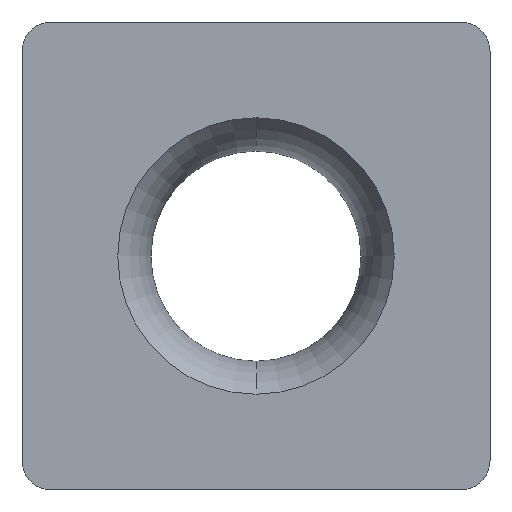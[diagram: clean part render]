
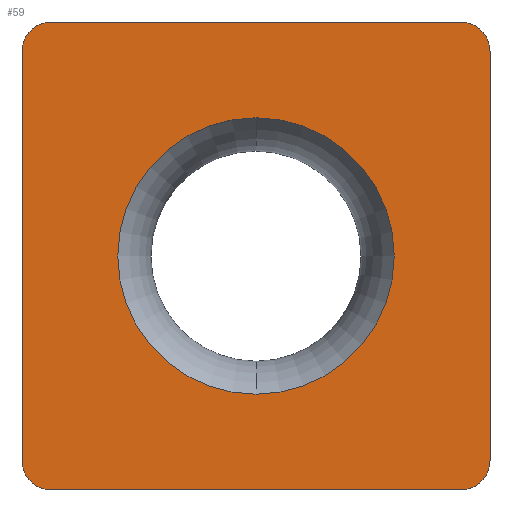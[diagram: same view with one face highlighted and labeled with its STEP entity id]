
A CAD part, top view. The second image highlights one B-rep face of the part: STEP entity #59.
In plain terms, the highlighted planar face has unit normal (0, 0, 1).
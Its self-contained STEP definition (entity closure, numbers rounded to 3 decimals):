
#59=ADVANCED_FACE('',(#81,#82),#75,.T.);
#75=PLANE('',#394);
#81=FACE_BOUND('',#85,.T.);
#82=FACE_BOUND('',#86,.T.);
#85=EDGE_LOOP('',(#103,#104,#105,#106,#107,#108,#109,#110));
#86=EDGE_LOOP('',(#111,#112));
#103=ORIENTED_EDGE('',*,*,#203,.F.);
#104=ORIENTED_EDGE('',*,*,#204,.F.);
#105=ORIENTED_EDGE('',*,*,#205,.F.);
#106=ORIENTED_EDGE('',*,*,#206,.F.);
#107=ORIENTED_EDGE('',*,*,#207,.F.);
#108=ORIENTED_EDGE('',*,*,#208,.F.);
#109=ORIENTED_EDGE('',*,*,#209,.F.);
#110=ORIENTED_EDGE('',*,*,#210,.F.);
#111=ORIENTED_EDGE('',*,*,#211,.F.);
#112=ORIENTED_EDGE('',*,*,#212,.F.);
#179=VERTEX_POINT('',#545);
#180=VERTEX_POINT('',#546);
#181=VERTEX_POINT('',#548);
#182=VERTEX_POINT('',#550);
#183=VERTEX_POINT('',#552);
#184=VERTEX_POINT('',#554);
#185=VERTEX_POINT('',#556);
#186=VERTEX_POINT('',#558);
#187=VERTEX_POINT('',#561);
#188=VERTEX_POINT('',#562);
#203=EDGE_CURVE('',#179,#180,#247,.T.);
#204=EDGE_CURVE('',#181,#179,#299,.T.);
#205=EDGE_CURVE('',#182,#181,#248,.T.);
#206=EDGE_CURVE('',#183,#182,#300,.T.);
#207=EDGE_CURVE('',#184,#183,#249,.T.);
#208=EDGE_CURVE('',#185,#184,#301,.T.);
#209=EDGE_CURVE('',#186,#185,#250,.T.);
#210=EDGE_CURVE('',#180,#186,#302,.T.);
#211=EDGE_CURVE('',#187,#188,#251,.T.);
#212=EDGE_CURVE('',#188,#187,#252,.T.);
#247=CIRCLE('',#388,0.8);
#248=CIRCLE('',#389,0.8);
#249=CIRCLE('',#390,0.8);
#250=CIRCLE('',#391,0.8);
#251=CIRCLE('',#392,3.75);
#252=CIRCLE('',#393,3.75);
#299=LINE('',#547,#323);
#300=LINE('',#551,#324);
#301=LINE('',#555,#325);
#302=LINE('',#559,#326);
#323=VECTOR('',#444,1.);
#324=VECTOR('',#447,1.);
#325=VECTOR('',#450,1.);
#326=VECTOR('',#453,1.);
#388=AXIS2_PLACEMENT_3D('',#544,#442,#443);
#389=AXIS2_PLACEMENT_3D('',#549,#445,#446);
#390=AXIS2_PLACEMENT_3D('',#553,#448,#449);
#391=AXIS2_PLACEMENT_3D('',#557,#451,#452);
#392=AXIS2_PLACEMENT_3D('',#560,#454,#455);
#393=AXIS2_PLACEMENT_3D('',#563,#456,#457);
#394=AXIS2_PLACEMENT_3D('',#564,#458,#459);
#442=DIRECTION('',(0.,0.,-1.));
#443=DIRECTION('',(0.,-1.,0.));
#444=DIRECTION('',(-1.,0.,0.));
#445=DIRECTION('',(0.,0.,-1.));
#446=DIRECTION('',(1.,0.,0.));
#447=DIRECTION('',(0.,-1.,0.));
#448=DIRECTION('',(0.,0.,-1.));
#449=DIRECTION('',(0.,1.,0.));
#450=DIRECTION('',(1.,0.,0.));
#451=DIRECTION('',(0.,0.,-1.));
#452=DIRECTION('',(-1.,0.,0.));
#453=DIRECTION('',(0.,1.,0.));
#454=DIRECTION('',(0.,0.,1.));
#455=DIRECTION('',(0.,-1.,0.));
#456=DIRECTION('',(0.,0.,1.));
#457=DIRECTION('',(0.,1.,0.));
#458=DIRECTION('',(0.,0.,1.));
#459=DIRECTION('',(-1.,0.,0.));
#544=CARTESIAN_POINT('',(-5.55,-5.55,0.));
#545=CARTESIAN_POINT('',(-5.55,-6.35,0.));
#546=CARTESIAN_POINT('',(-6.35,-5.55,0.));
#547=CARTESIAN_POINT('',(5.55,-6.35,0.));
#548=CARTESIAN_POINT('',(5.55,-6.35,0.));
#549=CARTESIAN_POINT('',(5.55,-5.55,0.));
#550=CARTESIAN_POINT('',(6.35,-5.55,0.));
#551=CARTESIAN_POINT('',(6.35,5.55,0.));
#552=CARTESIAN_POINT('',(6.35,5.55,0.));
#553=CARTESIAN_POINT('',(5.55,5.55,0.));
#554=CARTESIAN_POINT('',(5.55,6.35,0.));
#555=CARTESIAN_POINT('',(-5.55,6.35,0.));
#556=CARTESIAN_POINT('',(-5.55,6.35,0.));
#557=CARTESIAN_POINT('',(-5.55,5.55,0.));
#558=CARTESIAN_POINT('',(-6.35,5.55,0.));
#559=CARTESIAN_POINT('',(-6.35,-5.55,0.));
#560=CARTESIAN_POINT('',(0.,0.,0.));
#561=CARTESIAN_POINT('',(0.,-3.75,0.));
#562=CARTESIAN_POINT('',(0.,3.75,0.));
#563=CARTESIAN_POINT('',(0.,0.,0.));
#564=CARTESIAN_POINT('',(0.,0.,0.));
